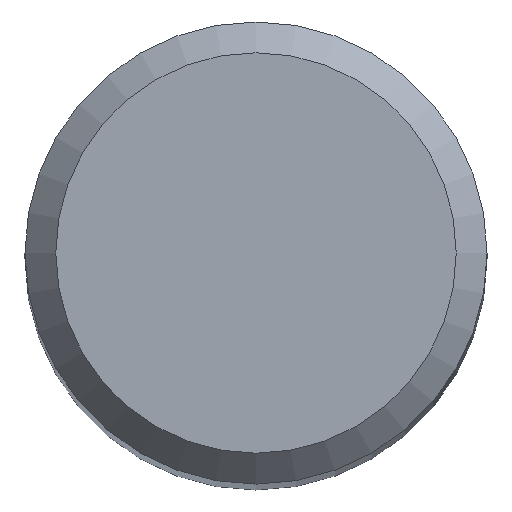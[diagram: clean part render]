
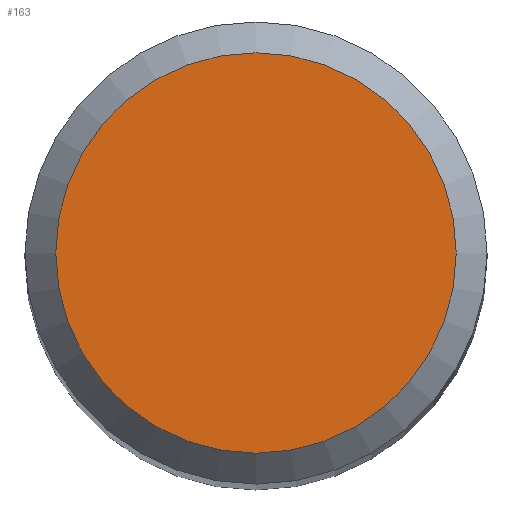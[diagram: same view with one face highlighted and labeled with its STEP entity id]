
A CAD part, top view. The second image highlights one B-rep face of the part: STEP entity #163.
In plain terms, the highlighted planar face has unit normal (0, 0, 1).
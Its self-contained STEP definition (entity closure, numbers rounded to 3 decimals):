
#25 = CARTESIAN_POINT ( 'NONE',  ( 0., 0., 57. ) ) ;
#37 = AXIS2_PLACEMENT_3D ( 'NONE', #25, #61, #146 ) ;
#38 = EDGE_CURVE ( 'NONE', #78, #78, #131, .T. ) ;
#45 = CARTESIAN_POINT ( 'NONE',  ( 0., 0., 57. ) ) ;
#61 = DIRECTION ( 'NONE',  ( 0., 0., -1. ) ) ;
#62 = CARTESIAN_POINT ( 'NONE',  ( 0., 2.6, 57. ) ) ;
#78 = VERTEX_POINT ( 'NONE', #62 ) ;
#94 = PLANE ( 'NONE',  #95 ) ;
#95 = AXIS2_PLACEMENT_3D ( 'NONE', #45, #166, #180 ) ;
#131 = CIRCLE ( 'NONE', #37, 2.6 ) ;
#136 = ORIENTED_EDGE ( 'NONE', *, *, #38, .F. ) ;
#146 = DIRECTION ( 'NONE',  ( 0., 1., 0. ) ) ;
#154 = EDGE_LOOP ( 'NONE', ( #136 ) ) ;
#163 = ADVANCED_FACE ( 'NONE', ( #164 ), #94, .F. ) ;
#164 = FACE_OUTER_BOUND ( 'NONE', #154, .T. ) ;
#166 = DIRECTION ( 'NONE',  ( 0., 0., -1. ) ) ;
#180 = DIRECTION ( 'NONE',  ( 0., 1., 0. ) ) ;
